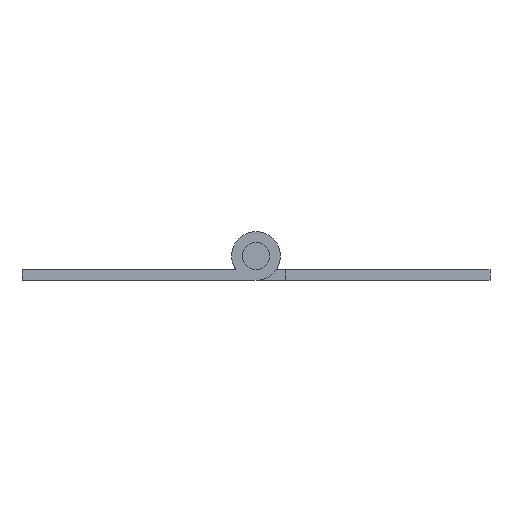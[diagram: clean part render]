
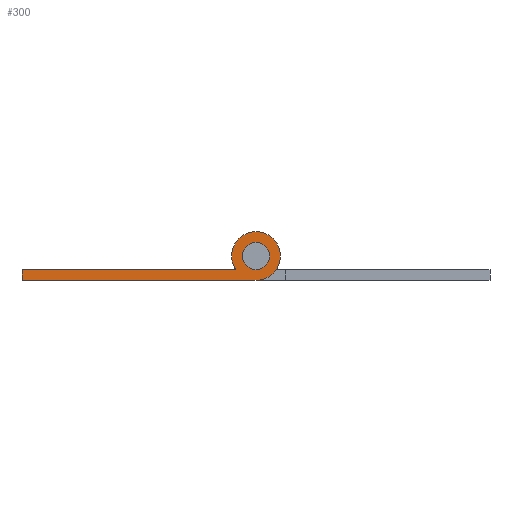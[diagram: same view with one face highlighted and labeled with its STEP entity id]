
A CAD part, front view. The second image highlights one B-rep face of the part: STEP entity #300.
In plain terms, the highlighted face is planar.
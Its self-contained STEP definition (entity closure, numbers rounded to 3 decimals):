
#75 = PLANE ( 'NONE',  #7441 ) ;
#162 = ORIENTED_EDGE ( 'NONE', *, *, #11132, .T. ) ;
#300 = ADVANCED_FACE ( 'NONE', ( #6248, #5635 ), #75, .T. ) ;
#341 = CARTESIAN_POINT ( 'NONE',  ( 0., 0., 1066.5 ) ) ;
#516 = CARTESIAN_POINT ( 'NONE',  ( -51., -3., 1066.5 ) ) ;
#562 = AXIS2_PLACEMENT_3D ( 'NONE', #3488, #11308, #4378 ) ;
#682 = DIRECTION ( 'NONE',  ( -1., 0., 0. ) ) ;
#838 = DIRECTION ( 'NONE',  ( 0., 0., 1. ) ) ;
#1469 = AXIS2_PLACEMENT_3D ( 'NONE', #341, #5279, #8237 ) ;
#1572 = CIRCLE ( 'NONE', #1469, 5.3 ) ;
#2084 = CARTESIAN_POINT ( 'NONE',  ( -51., -5.3, 1066.5 ) ) ;
#2148 = CIRCLE ( 'NONE', #562, 5.3 ) ;
#2301 = VERTEX_POINT ( 'NONE', #9609 ) ;
#2991 = DIRECTION ( 'NONE',  ( 1., 0., 0. ) ) ;
#3237 = LINE ( 'NONE', #516, #10594 ) ;
#3488 = CARTESIAN_POINT ( 'NONE',  ( 0., 0., 1066.5 ) ) ;
#3489 = ORIENTED_EDGE ( 'NONE', *, *, #3639, .T. ) ;
#3534 = CARTESIAN_POINT ( 'NONE',  ( -51., -3., 1066.5 ) ) ;
#3639 = EDGE_CURVE ( 'NONE', #12348, #3675, #1572, .T. ) ;
#3648 = EDGE_CURVE ( 'NONE', #6785, #12348, #9520, .T. ) ;
#3675 = VERTEX_POINT ( 'NONE', #10242 ) ;
#3736 = EDGE_LOOP ( 'NONE', ( #6620, #3489, #10925, #162, #9214, #9872 ) ) ;
#3972 = EDGE_CURVE ( 'NONE', #3675, #9438, #2148, .T. ) ;
#4219 = CARTESIAN_POINT ( 'NONE',  ( 0., -5.3, 1066.5 ) ) ;
#4378 = DIRECTION ( 'NONE',  ( 1., 0., 0. ) ) ;
#4726 = DIRECTION ( 'NONE',  ( 1., 0., 0. ) ) ;
#4742 = DIRECTION ( 'NONE',  ( 0., 0., 1. ) ) ;
#4959 = CARTESIAN_POINT ( 'NONE',  ( -51., -5.3, 1066.5 ) ) ;
#5250 = VECTOR ( 'NONE', #10903, 1000. ) ;
#5279 = DIRECTION ( 'NONE',  ( 0., 0., 1. ) ) ;
#5635 = FACE_BOUND ( 'NONE', #6401, .T. ) ;
#6248 = FACE_OUTER_BOUND ( 'NONE', #3736, .T. ) ;
#6401 = EDGE_LOOP ( 'NONE', ( #11053, #12259 ) ) ;
#6444 = VERTEX_POINT ( 'NONE', #10564 ) ;
#6521 = CARTESIAN_POINT ( 'NONE',  ( 0., 0., 1066.5 ) ) ;
#6620 = ORIENTED_EDGE ( 'NONE', *, *, #3648, .T. ) ;
#6643 = CARTESIAN_POINT ( 'NONE',  ( 5.3, 0., 1066.5 ) ) ;
#6778 = CIRCLE ( 'NONE', #7134, 3. ) ;
#6785 = VERTEX_POINT ( 'NONE', #4219 ) ;
#7030 = EDGE_CURVE ( 'NONE', #10910, #6785, #11904, .T. ) ;
#7057 = DIRECTION ( 'NONE',  ( 0., 0., 1. ) ) ;
#7134 = AXIS2_PLACEMENT_3D ( 'NONE', #10610, #4742, #9660 ) ;
#7441 = AXIS2_PLACEMENT_3D ( 'NONE', #8867, #7057, #2991 ) ;
#7522 = CARTESIAN_POINT ( 'NONE',  ( -4.369, -3., 1066.5 ) ) ;
#7866 = LINE ( 'NONE', #2084, #5250 ) ;
#8237 = DIRECTION ( 'NONE',  ( 1., 0., 0. ) ) ;
#8583 = DIRECTION ( 'NONE',  ( 1., 0., 0. ) ) ;
#8762 = CARTESIAN_POINT ( 'NONE',  ( 0., -5.3, 1066.5 ) ) ;
#8769 = VERTEX_POINT ( 'NONE', #3534 ) ;
#8867 = CARTESIAN_POINT ( 'NONE',  ( 0., 0., 1066.5 ) ) ;
#9214 = ORIENTED_EDGE ( 'NONE', *, *, #10317, .T. ) ;
#9387 = AXIS2_PLACEMENT_3D ( 'NONE', #12579, #838, #4726 ) ;
#9438 = VERTEX_POINT ( 'NONE', #7522 ) ;
#9520 = CIRCLE ( 'NONE', #10001, 5.3 ) ;
#9609 = CARTESIAN_POINT ( 'NONE',  ( -3., 0., 1066.5 ) ) ;
#9639 = EDGE_CURVE ( 'NONE', #2301, #6444, #12448, .T. ) ;
#9660 = DIRECTION ( 'NONE',  ( 1., 0., 0. ) ) ;
#9872 = ORIENTED_EDGE ( 'NONE', *, *, #7030, .T. ) ;
#10001 = AXIS2_PLACEMENT_3D ( 'NONE', #6521, #11127, #11174 ) ;
#10242 = CARTESIAN_POINT ( 'NONE',  ( -5.3, 0., 1066.5 ) ) ;
#10317 = EDGE_CURVE ( 'NONE', #8769, #10910, #7866, .T. ) ;
#10564 = CARTESIAN_POINT ( 'NONE',  ( 3., 0., 1066.5 ) ) ;
#10594 = VECTOR ( 'NONE', #682, 1000. ) ;
#10610 = CARTESIAN_POINT ( 'NONE',  ( 0., 0., 1066.5 ) ) ;
#10840 = EDGE_CURVE ( 'NONE', #6444, #2301, #6778, .T. ) ;
#10903 = DIRECTION ( 'NONE',  ( 0., -1., 0. ) ) ;
#10910 = VERTEX_POINT ( 'NONE', #4959 ) ;
#10925 = ORIENTED_EDGE ( 'NONE', *, *, #3972, .T. ) ;
#11053 = ORIENTED_EDGE ( 'NONE', *, *, #9639, .F. ) ;
#11127 = DIRECTION ( 'NONE',  ( 0., 0., 1. ) ) ;
#11132 = EDGE_CURVE ( 'NONE', #9438, #8769, #3237, .T. ) ;
#11174 = DIRECTION ( 'NONE',  ( 1., 0., 0. ) ) ;
#11308 = DIRECTION ( 'NONE',  ( 0., 0., 1. ) ) ;
#11904 = LINE ( 'NONE', #8762, #12046 ) ;
#12046 = VECTOR ( 'NONE', #8583, 1000. ) ;
#12259 = ORIENTED_EDGE ( 'NONE', *, *, #10840, .F. ) ;
#12348 = VERTEX_POINT ( 'NONE', #6643 ) ;
#12448 = CIRCLE ( 'NONE', #9387, 3. ) ;
#12579 = CARTESIAN_POINT ( 'NONE',  ( 0., 0., 1066.5 ) ) ;
